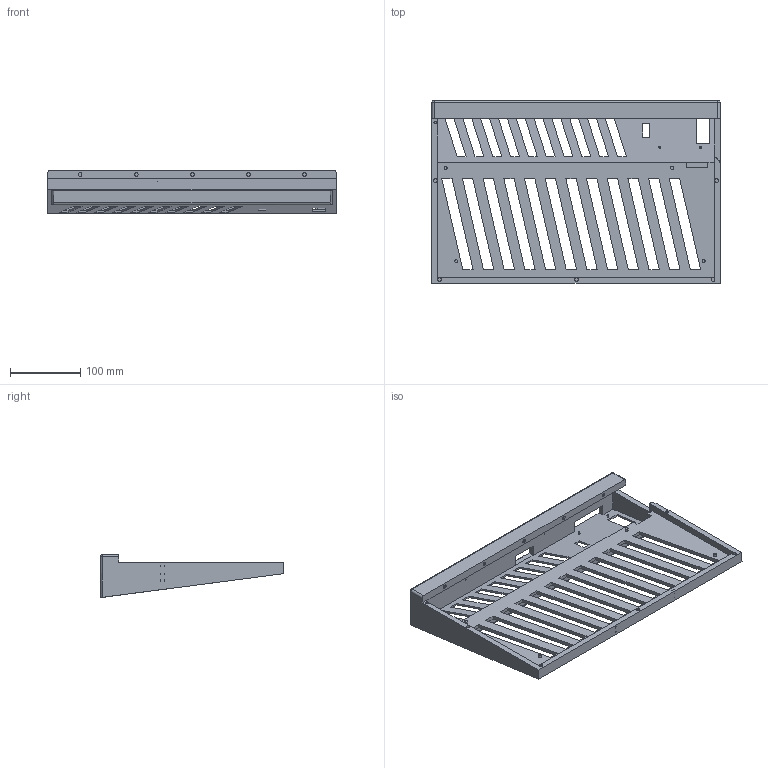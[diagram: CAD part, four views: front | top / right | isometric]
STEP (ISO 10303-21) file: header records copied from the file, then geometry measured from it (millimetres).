
FILE_DESCRIPTION(/* description */ ('STEP AP242','CAx-IF Rec.Pracs.---Representation and Presentation of Product Manufacturing Information (PMI)---4.0---2014-10-13','CAx-IF Rec.Pracs.---3D Tessellated Geometry---0.4---2014-09-14','2;1'),/* implementation_level */ '2;1');
FILE_NAME(/* name */ '6870c6813ccb6525732234bf',/* time_stamp */ '2025-07-11T08:08:34Z',/* author */ (''),/* organization */ (''),/* preprocessor_version */ 'ST-DEVELOPER v20',/* originating_system */ 'ONSHAPE BY PTC INC, 1.200',/* authorisation */ ' ');
FILE_SCHEMA (('AP242_MANAGED_MODEL_BASED_3D_ENGINEERING_MIM_LF { 1 0 10303 442 1 1 4 }'));
Length unit declared in the file: metre
Products named in the file (1): keyBottomCase0-1
Bounding box: 411 x 260.34 x 61.48 mm (x, y, z)
Volume: 799528.1 mm3; surface area: 295703 mm2
Topology: 1 solids, 22 shells, 284 faces, 667 edges, 451 vertices
Faces by surface type: plane 211, cylinder 53, bspline 18, sphere 2
Full cylindrical faces by diameter (mm): 2.5 x4, 4.152 x1, 4.25 x4, 5.25 x32
Entity records: 8052 total; most frequent: CARTESIAN_POINT 1716, DIRECTION 1246, ORIENTED_EDGE 1190, EDGE_CURVE 595, VERTEX_POINT 430, AXIS2_PLACEMENT_3D 422, EDGE_LOOP 411, FACE_BOUND 411
